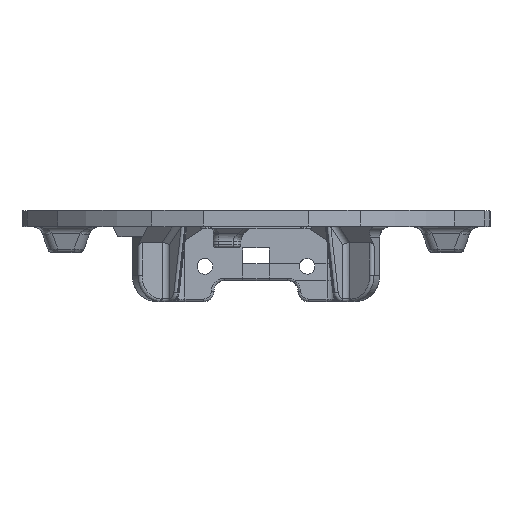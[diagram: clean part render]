
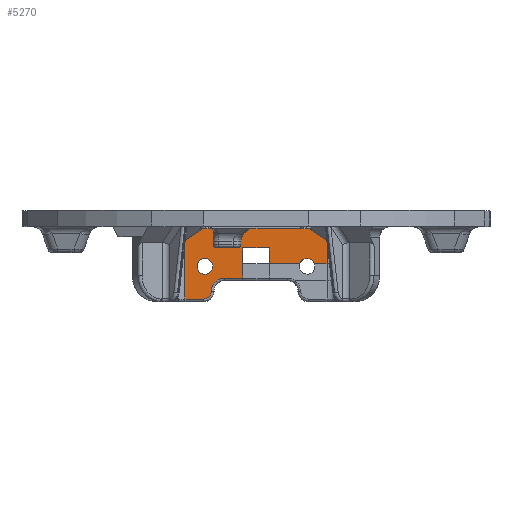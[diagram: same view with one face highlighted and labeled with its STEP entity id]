
A CAD part, top view. The second image highlights one B-rep face of the part: STEP entity #5270.
In plain terms, the highlighted planar face has unit normal (0, 0, 1).
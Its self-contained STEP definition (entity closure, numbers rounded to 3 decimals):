
#123=FACE_BOUND('',#848,.T.);
#487=FACE_OUTER_BOUND('',#847,.T.);
#847=EDGE_LOOP('',(#4118,#4119,#4120,#4121,#4122,#4123,#4124,#4125,#4126,
#4127,#4128,#4129,#4130,#4131,#4132,#4133));
#848=EDGE_LOOP('',(#4134));
#1108=LINE('',#7907,#1547);
#1314=LINE('',#8877,#1753);
#1315=LINE('',#8911,#1754);
#1316=LINE('',#8916,#1755);
#1318=LINE('',#8921,#1757);
#1321=LINE('',#8927,#1760);
#1322=LINE('',#8929,#1761);
#1323=LINE('',#8931,#1762);
#1324=LINE('',#8933,#1763);
#1325=LINE('',#8935,#1764);
#1326=LINE('',#8939,#1765);
#1327=LINE('',#8941,#1766);
#1328=LINE('',#8942,#1767);
#1547=VECTOR('',#6217,10.);
#1753=VECTOR('',#6887,10.);
#1754=VECTOR('',#6900,10.);
#1755=VECTOR('',#6907,10.);
#1757=VECTOR('',#6913,10.);
#1760=VECTOR('',#6918,10.);
#1761=VECTOR('',#6919,10.);
#1762=VECTOR('',#6920,10.);
#1763=VECTOR('',#6921,10.);
#1764=VECTOR('',#6922,10.);
#1765=VECTOR('',#6925,10.);
#1766=VECTOR('',#6926,10.);
#1767=VECTOR('',#6927,10.);
#2086=CIRCLE('',#5764,1.5);
#2088=CIRCLE('',#5767,2.5);
#2090=CIRCLE('',#5775,1.5);
#2091=CIRCLE('',#5776,1.5);
#2230=VERTEX_POINT('',#7904);
#2231=VERTEX_POINT('',#7906);
#2504=VERTEX_POINT('',#8825);
#2510=VERTEX_POINT('',#8871);
#2511=VERTEX_POINT('',#8875);
#2512=VERTEX_POINT('',#8903);
#2513=VERTEX_POINT('',#8907);
#2514=VERTEX_POINT('',#8915);
#2517=VERTEX_POINT('',#8926);
#2518=VERTEX_POINT('',#8928);
#2519=VERTEX_POINT('',#8930);
#2520=VERTEX_POINT('',#8932);
#2521=VERTEX_POINT('',#8934);
#2522=VERTEX_POINT('',#8936);
#2523=VERTEX_POINT('',#8938);
#2524=VERTEX_POINT('',#8940);
#2525=VERTEX_POINT('',#8943);
#2719=EDGE_CURVE('',#2230,#2231,#1108,.T.);
#3088=EDGE_CURVE('',#2511,#2510,#1314,.T.);
#3090=EDGE_CURVE('',#2512,#2511,#2086,.T.);
#3092=EDGE_CURVE('',#2513,#2512,#2088,.T.);
#3093=EDGE_CURVE('',#2504,#2513,#1315,.T.);
#3095=EDGE_CURVE('',#2510,#2514,#1316,.T.);
#3098=EDGE_CURVE('',#2230,#2514,#1318,.T.);
#3101=EDGE_CURVE('',#2517,#2504,#1321,.T.);
#3102=EDGE_CURVE('',#2518,#2517,#1322,.T.);
#3103=EDGE_CURVE('',#2519,#2518,#1323,.T.);
#3104=EDGE_CURVE('',#2519,#2520,#1324,.T.);
#3105=EDGE_CURVE('',#2521,#2520,#1325,.T.);
#3106=EDGE_CURVE('',#2521,#2522,#2090,.T.);
#3107=EDGE_CURVE('',#2523,#2522,#1326,.T.);
#3108=EDGE_CURVE('',#2524,#2523,#1327,.T.);
#3109=EDGE_CURVE('',#2524,#2231,#1328,.T.);
#3110=EDGE_CURVE('',#2525,#2525,#2091,.T.);
#4118=ORIENTED_EDGE('',*,*,#3093,.F.);
#4119=ORIENTED_EDGE('',*,*,#3101,.F.);
#4120=ORIENTED_EDGE('',*,*,#3102,.F.);
#4121=ORIENTED_EDGE('',*,*,#3103,.F.);
#4122=ORIENTED_EDGE('',*,*,#3104,.T.);
#4123=ORIENTED_EDGE('',*,*,#3105,.F.);
#4124=ORIENTED_EDGE('',*,*,#3106,.T.);
#4125=ORIENTED_EDGE('',*,*,#3107,.F.);
#4126=ORIENTED_EDGE('',*,*,#3108,.F.);
#4127=ORIENTED_EDGE('',*,*,#3109,.T.);
#4128=ORIENTED_EDGE('',*,*,#2719,.F.);
#4129=ORIENTED_EDGE('',*,*,#3098,.T.);
#4130=ORIENTED_EDGE('',*,*,#3095,.F.);
#4131=ORIENTED_EDGE('',*,*,#3088,.F.);
#4132=ORIENTED_EDGE('',*,*,#3090,.F.);
#4133=ORIENTED_EDGE('',*,*,#3092,.F.);
#4134=ORIENTED_EDGE('',*,*,#3110,.T.);
#5086=PLANE('',#5774);
#5270=ADVANCED_FACE('',(#487,#123),#5086,.T.);
#5764=AXIS2_PLACEMENT_3D('',#8905,#6890,#6891);
#5767=AXIS2_PLACEMENT_3D('',#8909,#6896,#6897);
#5774=AXIS2_PLACEMENT_3D('',#8925,#6916,#6917);
#5775=AXIS2_PLACEMENT_3D('',#8937,#6923,#6924);
#5776=AXIS2_PLACEMENT_3D('',#8944,#6928,#6929);
#6217=DIRECTION('',(1.,0.,0.));
#6887=DIRECTION('',(-1.,0.,0.));
#6890=DIRECTION('center_axis',(0.,0.,-1.));
#6891=DIRECTION('ref_axis',(0.707,0.707,0.));
#6896=DIRECTION('center_axis',(0.,0.,1.));
#6897=DIRECTION('ref_axis',(-0.707,0.707,0.));
#6900=DIRECTION('',(-1.,0.,0.));
#6907=DIRECTION('',(0.,1.,0.));
#6913=DIRECTION('',(-0.843,-0.539,0.));
#6916=DIRECTION('center_axis',(0.,0.,1.));
#6917=DIRECTION('ref_axis',(-1.,0.,0.));
#6918=DIRECTION('',(0.,-1.,0.));
#6919=DIRECTION('',(0.,-1.,0.));
#6920=DIRECTION('',(-1.,0.,0.));
#6921=DIRECTION('',(0.,-1.,0.));
#6922=DIRECTION('',(-1.,0.,0.));
#6923=DIRECTION('center_axis',(0.,0.,-1.));
#6924=DIRECTION('ref_axis',(1.,0.,0.));
#6925=DIRECTION('',(-1.,0.,0.));
#6926=DIRECTION('',(0.,-1.,0.));
#6927=DIRECTION('',(-0.843,0.539,0.));
#6928=DIRECTION('center_axis',(0.,0.,-1.));
#6929=DIRECTION('ref_axis',(1.,0.,0.));
#7904=CARTESIAN_POINT('',(-9.581,73.,-46.919));
#7906=CARTESIAN_POINT('',(9.581,73.,-46.919));
#7907=CARTESIAN_POINT('',(8.344,73.,-46.919));
#8825=CARTESIAN_POINT('',(-2.5,63.25,-46.919));
#8871=CARTESIAN_POINT('',(-13.552,59.25,-46.919));
#8875=CARTESIAN_POINT('',(-10.,59.25,-46.919));
#8877=CARTESIAN_POINT('',(0.397,59.25,-46.919));
#8903=CARTESIAN_POINT('',(-8.5,60.75,-46.919));
#8905=CARTESIAN_POINT('Origin',(-10.,60.75,-46.919));
#8907=CARTESIAN_POINT('',(-6.,63.25,-46.919));
#8909=CARTESIAN_POINT('Origin',(-6.,60.75,-46.919));
#8911=CARTESIAN_POINT('',(8.344,63.25,-46.919));
#8915=CARTESIAN_POINT('',(-13.552,70.462,-46.919));
#8916=CARTESIAN_POINT('',(-13.552,67.875,-46.919));
#8921=CARTESIAN_POINT('',(-5.935,75.331,-46.919));
#8925=CARTESIAN_POINT('Origin',(16.689,73.,-46.919));
#8926=CARTESIAN_POINT('',(-2.5,66.,-46.919));
#8927=CARTESIAN_POINT('',(-2.5,66.,-46.919));
#8928=CARTESIAN_POINT('',(-2.5,69.,-46.919));
#8929=CARTESIAN_POINT('',(-2.5,69.,-46.919));
#8930=CARTESIAN_POINT('',(2.5,69.,-46.919));
#8931=CARTESIAN_POINT('',(-16.689,69.,-46.919));
#8932=CARTESIAN_POINT('',(2.5,66.,-46.919));
#8933=CARTESIAN_POINT('',(2.5,69.,-46.919));
#8934=CARTESIAN_POINT('',(8.336,66.,-46.919));
#8935=CARTESIAN_POINT('',(16.689,66.,-46.919));
#8936=CARTESIAN_POINT('',(11.164,66.,-46.919));
#8937=CARTESIAN_POINT('Origin',(9.75,65.5,-46.919));
#8938=CARTESIAN_POINT('',(13.552,66.,-46.919));
#8939=CARTESIAN_POINT('',(16.689,66.,-46.919));
#8940=CARTESIAN_POINT('',(13.552,70.462,-46.919));
#8941=CARTESIAN_POINT('',(13.552,67.875,-46.919));
#8942=CARTESIAN_POINT('',(16.365,68.664,-46.919));
#8943=CARTESIAN_POINT('',(-11.25,65.5,-46.919));
#8944=CARTESIAN_POINT('Origin',(-9.75,65.5,-46.919));
